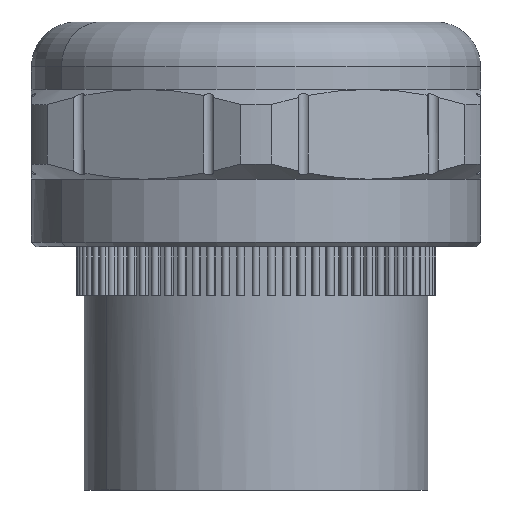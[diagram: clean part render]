
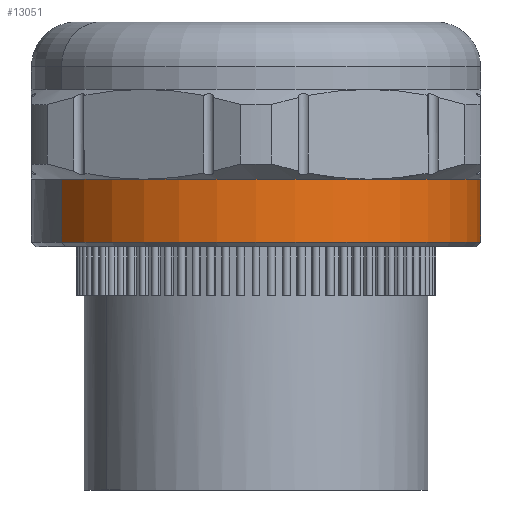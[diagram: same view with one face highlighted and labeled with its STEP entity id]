
A CAD part, front view. The second image highlights one B-rep face of the part: STEP entity #13051.
In plain terms, the highlighted cylindrical face has radius 15 mm (diameter 30 mm), a partial arc.
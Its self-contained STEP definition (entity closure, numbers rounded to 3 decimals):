
#11118=AXIS2_PLACEMENT_3D('Cylinder Axis2P3D',#11115,#11116,#11117) ;
#12862=AXIS2_PLACEMENT_3D('Circle Axis2P3D',#12860,#12861,$) ;
#12879=AXIS2_PLACEMENT_3D('Circle Axis2P3D',#12877,#12878,$) ;
#12975=AXIS2_PLACEMENT_3D('Circle Axis2P3D',#12973,#12974,$) ;
#13019=AXIS2_PLACEMENT_3D('Circle Axis2P3D',#13017,#13018,$) ;
#13039=AXIS2_PLACEMENT_3D('Circle Axis2P3D',#13037,#13038,$) ;
#11115=CARTESIAN_POINT('Axis2P3D Location',(15.,16.75,20.758)) ;
#11120=CARTESIAN_POINT('Line Origine',(27.99,24.25,20.758)) ;
#11124=CARTESIAN_POINT('Vertex',(27.99,24.25,20.758)) ;
#11126=CARTESIAN_POINT('Vertex',(27.99,24.25,16.558)) ;
#11145=CARTESIAN_POINT('Vertex',(2.01,9.25,16.558)) ;
#11148=CARTESIAN_POINT('Line Origine',(2.01,9.25,20.758)) ;
#11152=CARTESIAN_POINT('Vertex',(2.01,9.25,20.758)) ;
#11267=CARTESIAN_POINT('Vertex',(7.5,3.76,20.758)) ;
#12162=CARTESIAN_POINT('Vertex',(30.,16.75,20.758)) ;
#12398=CARTESIAN_POINT('Vertex',(22.5,3.76,20.758)) ;
#12860=CARTESIAN_POINT('Axis2P3D Location',(15.,16.75,20.758)) ;
#12877=CARTESIAN_POINT('Axis2P3D Location',(15.,16.75,20.758)) ;
#12973=CARTESIAN_POINT('Axis2P3D Location',(15.,16.75,20.758)) ;
#13017=CARTESIAN_POINT('Axis2P3D Location',(15.,16.75,20.758)) ;
#13037=CARTESIAN_POINT('Axis2P3D Location',(15.,16.75,16.558)) ;
#11116=DIRECTION('Axis2P3D Direction',(-0.,0.,-1.)) ;
#11117=DIRECTION('Axis2P3D XDirection',(-0.866,-0.5,0.)) ;
#11121=DIRECTION('Vector Direction',(0.,0.,-1.)) ;
#11149=DIRECTION('Vector Direction',(0.,0.,-1.)) ;
#12861=DIRECTION('Axis2P3D Direction',(0.,0.,1.)) ;
#12878=DIRECTION('Axis2P3D Direction',(0.,0.,1.)) ;
#12974=DIRECTION('Axis2P3D Direction',(0.,0.,1.)) ;
#13018=DIRECTION('Axis2P3D Direction',(0.,0.,1.)) ;
#13038=DIRECTION('Axis2P3D Direction',(-0.,0.,-1.)) ;
#11122=VECTOR('Line Direction',#11121,1.) ;
#11150=VECTOR('Line Direction',#11149,1.) ;
#13043=ORIENTED_EDGE('',*,*,#11154,.F.) ;
#13044=ORIENTED_EDGE('',*,*,#13041,.T.) ;
#13045=ORIENTED_EDGE('',*,*,#11128,.F.) ;
#13046=ORIENTED_EDGE('',*,*,#12977,.T.) ;
#13047=ORIENTED_EDGE('',*,*,#12881,.T.) ;
#13048=ORIENTED_EDGE('',*,*,#12864,.T.) ;
#13049=ORIENTED_EDGE('',*,*,#13021,.T.) ;
#13051=ADVANCED_FACE('Hauptk\X2\00F6\X0\rper',(#13050),#11119,.T.) ;
#12863=CIRCLE('generated circle',#12862,15.) ;
#12880=CIRCLE('generated circle',#12879,15.) ;
#12976=CIRCLE('generated circle',#12975,15.) ;
#13020=CIRCLE('generated circle',#13019,15.) ;
#13040=CIRCLE('generated circle',#13039,15.) ;
#11119=CYLINDRICAL_SURFACE('generated cylinder',#11118,15.) ;
#11128=EDGE_CURVE('',#11125,#11127,#11123,.T.) ;
#11154=EDGE_CURVE('',#11146,#11153,#11151,.F.) ;
#12864=EDGE_CURVE('',#12399,#11268,#12863,.F.) ;
#12881=EDGE_CURVE('',#12163,#12399,#12880,.F.) ;
#12977=EDGE_CURVE('',#11125,#12163,#12976,.F.) ;
#13021=EDGE_CURVE('',#11268,#11153,#13020,.F.) ;
#13041=EDGE_CURVE('',#11146,#11127,#13040,.F.) ;
#13042=EDGE_LOOP('',(#13043,#13044,#13045,#13046,#13047,#13048,#13049)) ;
#13050=FACE_OUTER_BOUND('',#13042,.T.) ;
#11123=LINE('Line',#11120,#11122) ;
#11151=LINE('Line',#11148,#11150) ;
#11125=VERTEX_POINT('',#11124) ;
#11127=VERTEX_POINT('',#11126) ;
#11146=VERTEX_POINT('',#11145) ;
#11153=VERTEX_POINT('',#11152) ;
#11268=VERTEX_POINT('',#11267) ;
#12163=VERTEX_POINT('',#12162) ;
#12399=VERTEX_POINT('',#12398) ;
